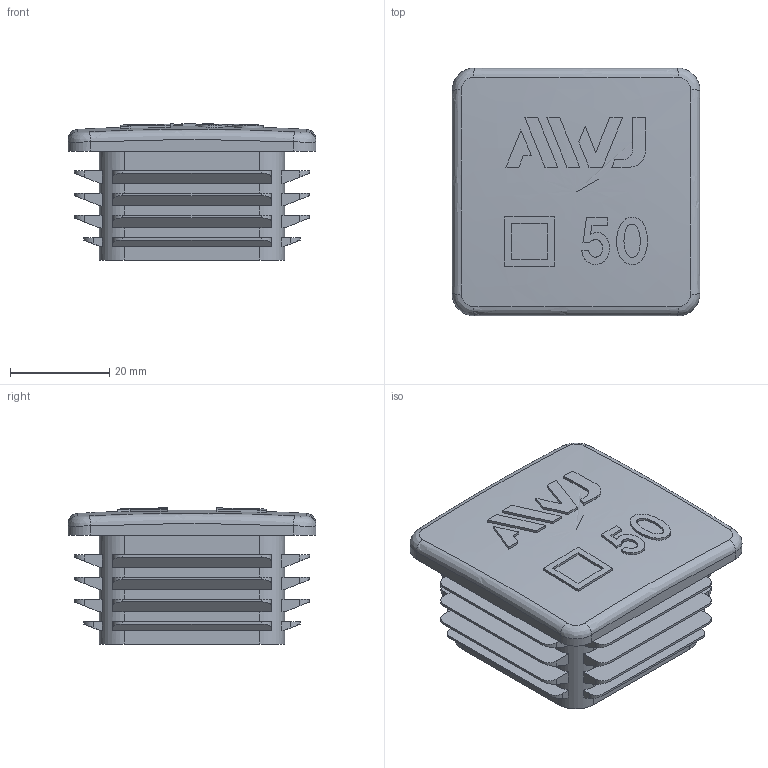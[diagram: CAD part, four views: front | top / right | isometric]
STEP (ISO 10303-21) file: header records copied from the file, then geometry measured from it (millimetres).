
FILE_DESCRIPTION( ( 'STEP AP203' ), '1' );
FILE_NAME( '50.step', '2022-07-25T05:58:33', ( ' ' ), ( ' ' ), 'XStep 1.0', ' ', ' ' );
FILE_SCHEMA( ( 'CONFIG_CONTROL_DESIGN' ) );
Length unit declared in the file: millimetre
Products named in the file (1): 1
Bounding box: 50 x 50 x 27.48 mm (x, y, z)
Volume: 20833.1 mm3; surface area: 15699.3 mm2
Topology: 1 solids, 1 shells, 270 faces, 719 edges, 460 vertices
Faces by surface type: plane 187, cylinder 46, bspline 28, extrusion 5, cone 4
Entity records: 11449 total; most frequent: CARTESIAN_POINT 4962, ORIENTED_EDGE 1420, DIRECTION 1227, EDGE_CURVE 710, VERTEX_POINT 458, VECTOR 423, LINE 418, AXIS2_PLACEMENT_3D 402
